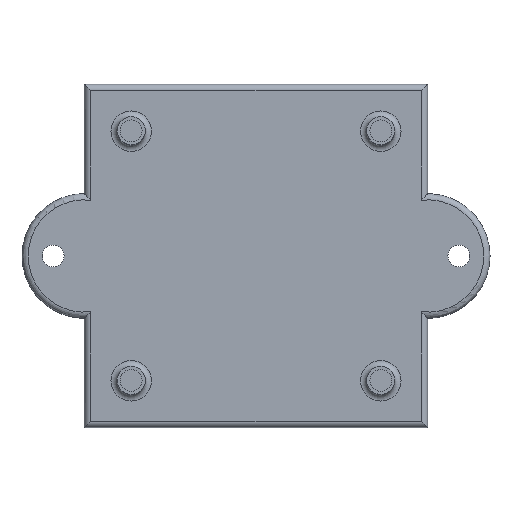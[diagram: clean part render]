
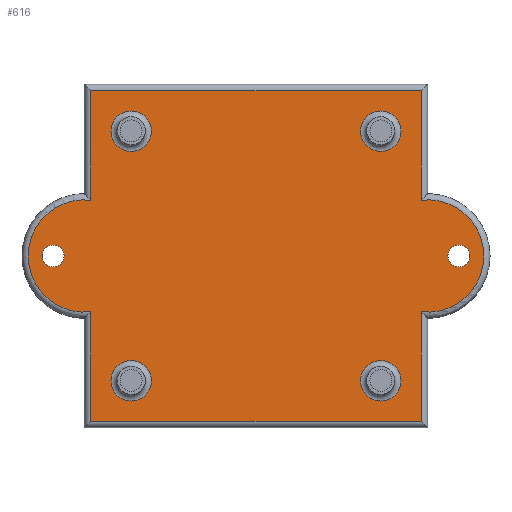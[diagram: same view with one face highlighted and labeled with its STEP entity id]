
A CAD part, top view. The second image highlights one B-rep face of the part: STEP entity #616.
In plain terms, the highlighted planar face has unit normal (0, 0, 1).
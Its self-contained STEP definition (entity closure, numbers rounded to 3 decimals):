
#40=FACE_BOUND('',#182,.T.);
#41=FACE_BOUND('',#183,.T.);
#42=FACE_BOUND('',#184,.T.);
#43=FACE_BOUND('',#185,.T.);
#44=FACE_BOUND('',#186,.T.);
#45=FACE_BOUND('',#187,.T.);
#52=LINE('',#974,#88);
#53=LINE('',#976,#89);
#54=LINE('',#980,#90);
#55=LINE('',#982,#91);
#56=LINE('',#984,#92);
#57=LINE('',#987,#93);
#88=VECTOR('',#774,10.);
#89=VECTOR('',#775,10.);
#90=VECTOR('',#778,10.);
#91=VECTOR('',#779,10.);
#92=VECTOR('',#780,10.);
#93=VECTOR('',#783,10.);
#124=PLANE('',#683);
#141=FACE_OUTER_BOUND('',#181,.T.);
#181=EDGE_LOOP('',(#409,#410,#411,#412,#413,#414,#415,#416));
#182=EDGE_LOOP('',(#417));
#183=EDGE_LOOP('',(#418));
#184=EDGE_LOOP('',(#419));
#185=EDGE_LOOP('',(#420));
#186=EDGE_LOOP('',(#421));
#187=EDGE_LOOP('',(#422));
#235=CIRCLE('',#682,3.25);
#236=CIRCLE('',#684,9.);
#237=CIRCLE('',#685,9.);
#238=CIRCLE('',#686,3.25);
#239=CIRCLE('',#687,3.25);
#240=CIRCLE('',#688,1.75);
#241=CIRCLE('',#689,1.75);
#242=CIRCLE('',#690,3.25);
#272=VERTEX_POINT('',#968);
#273=VERTEX_POINT('',#972);
#274=VERTEX_POINT('',#973);
#275=VERTEX_POINT('',#975);
#276=VERTEX_POINT('',#977);
#277=VERTEX_POINT('',#979);
#278=VERTEX_POINT('',#981);
#279=VERTEX_POINT('',#983);
#280=VERTEX_POINT('',#985);
#281=VERTEX_POINT('',#988);
#282=VERTEX_POINT('',#990);
#283=VERTEX_POINT('',#992);
#284=VERTEX_POINT('',#994);
#285=VERTEX_POINT('',#996);
#325=EDGE_CURVE('',#272,#272,#235,.T.);
#326=EDGE_CURVE('',#273,#274,#52,.T.);
#327=EDGE_CURVE('',#275,#273,#53,.T.);
#328=EDGE_CURVE('',#276,#275,#236,.T.);
#329=EDGE_CURVE('',#277,#276,#54,.T.);
#330=EDGE_CURVE('',#278,#277,#55,.T.);
#331=EDGE_CURVE('',#279,#278,#56,.T.);
#332=EDGE_CURVE('',#280,#279,#237,.T.);
#333=EDGE_CURVE('',#274,#280,#57,.T.);
#334=EDGE_CURVE('',#281,#281,#238,.T.);
#335=EDGE_CURVE('',#282,#282,#239,.T.);
#336=EDGE_CURVE('',#283,#283,#240,.T.);
#337=EDGE_CURVE('',#284,#284,#241,.T.);
#338=EDGE_CURVE('',#285,#285,#242,.T.);
#409=ORIENTED_EDGE('',*,*,#326,.F.);
#410=ORIENTED_EDGE('',*,*,#327,.F.);
#411=ORIENTED_EDGE('',*,*,#328,.F.);
#412=ORIENTED_EDGE('',*,*,#329,.F.);
#413=ORIENTED_EDGE('',*,*,#330,.F.);
#414=ORIENTED_EDGE('',*,*,#331,.F.);
#415=ORIENTED_EDGE('',*,*,#332,.F.);
#416=ORIENTED_EDGE('',*,*,#333,.F.);
#417=ORIENTED_EDGE('',*,*,#334,.F.);
#418=ORIENTED_EDGE('',*,*,#335,.F.);
#419=ORIENTED_EDGE('',*,*,#336,.T.);
#420=ORIENTED_EDGE('',*,*,#337,.T.);
#421=ORIENTED_EDGE('',*,*,#338,.F.);
#422=ORIENTED_EDGE('',*,*,#325,.F.);
#616=ADVANCED_FACE('',(#141,#40,#41,#42,#43,#44,#45),#124,.T.);
#682=AXIS2_PLACEMENT_3D('',#970,#770,#771);
#683=AXIS2_PLACEMENT_3D('',#971,#772,#773);
#684=AXIS2_PLACEMENT_3D('',#978,#776,#777);
#685=AXIS2_PLACEMENT_3D('',#986,#781,#782);
#686=AXIS2_PLACEMENT_3D('',#989,#784,#785);
#687=AXIS2_PLACEMENT_3D('',#991,#786,#787);
#688=AXIS2_PLACEMENT_3D('',#993,#788,#789);
#689=AXIS2_PLACEMENT_3D('',#995,#790,#791);
#690=AXIS2_PLACEMENT_3D('',#997,#792,#793);
#770=DIRECTION('center_axis',(0.,0.,1.));
#771=DIRECTION('ref_axis',(-1.,0.,0.));
#772=DIRECTION('center_axis',(0.,0.,1.));
#773=DIRECTION('ref_axis',(1.,0.,0.));
#774=DIRECTION('',(-1.,0.,0.));
#775=DIRECTION('',(0.,-1.,0.));
#776=DIRECTION('center_axis',(0.,0.,-1.));
#777=DIRECTION('ref_axis',(1.,0.,0.));
#778=DIRECTION('',(0.,-1.,0.));
#779=DIRECTION('',(1.,0.,0.));
#780=DIRECTION('',(0.,1.,0.));
#781=DIRECTION('center_axis',(0.,0.,-1.));
#782=DIRECTION('ref_axis',(-1.,0.,0.));
#783=DIRECTION('',(0.,1.,0.));
#784=DIRECTION('center_axis',(0.,0.,1.));
#785=DIRECTION('ref_axis',(-1.,0.,0.));
#786=DIRECTION('center_axis',(0.,0.,1.));
#787=DIRECTION('ref_axis',(-1.,0.,0.));
#788=DIRECTION('center_axis',(0.,0.,-1.));
#789=DIRECTION('ref_axis',(-1.,0.,0.));
#790=DIRECTION('center_axis',(0.,0.,-1.));
#791=DIRECTION('ref_axis',(-1.,0.,0.));
#792=DIRECTION('center_axis',(0.,0.,1.));
#793=DIRECTION('ref_axis',(-1.,0.,0.));
#968=CARTESIAN_POINT('',(-16.75,-20.,3.));
#970=CARTESIAN_POINT('Origin',(-20.,-20.,3.));
#971=CARTESIAN_POINT('Origin',(0.,0.,3.));
#972=CARTESIAN_POINT('',(26.5,-26.5,3.));
#973=CARTESIAN_POINT('',(-26.5,-26.5,3.));
#974=CARTESIAN_POINT('',(-13.75,-26.5,3.));
#975=CARTESIAN_POINT('',(26.5,-8.944,3.));
#976=CARTESIAN_POINT('',(26.5,-13.75,3.));
#977=CARTESIAN_POINT('',(26.5,8.944,3.));
#978=CARTESIAN_POINT('Origin',(27.5,0.,3.));
#979=CARTESIAN_POINT('',(26.5,26.5,3.));
#980=CARTESIAN_POINT('',(26.5,-13.75,3.));
#981=CARTESIAN_POINT('',(-26.5,26.5,3.));
#982=CARTESIAN_POINT('',(13.75,26.5,3.));
#983=CARTESIAN_POINT('',(-26.5,8.944,3.));
#984=CARTESIAN_POINT('',(-26.5,13.75,3.));
#985=CARTESIAN_POINT('',(-26.5,-8.944,3.));
#986=CARTESIAN_POINT('Origin',(-27.5,0.,3.));
#987=CARTESIAN_POINT('',(-26.5,13.75,3.));
#988=CARTESIAN_POINT('',(23.25,-20.,3.));
#989=CARTESIAN_POINT('Origin',(20.,-20.,3.));
#990=CARTESIAN_POINT('',(23.25,20.,3.));
#991=CARTESIAN_POINT('Origin',(20.,20.,3.));
#992=CARTESIAN_POINT('',(-30.75,0.,3.));
#993=CARTESIAN_POINT('Origin',(-32.5,0.,3.));
#994=CARTESIAN_POINT('',(34.25,0.,3.));
#995=CARTESIAN_POINT('Origin',(32.5,0.,3.));
#996=CARTESIAN_POINT('',(-16.75,20.,3.));
#997=CARTESIAN_POINT('Origin',(-20.,20.,3.));
